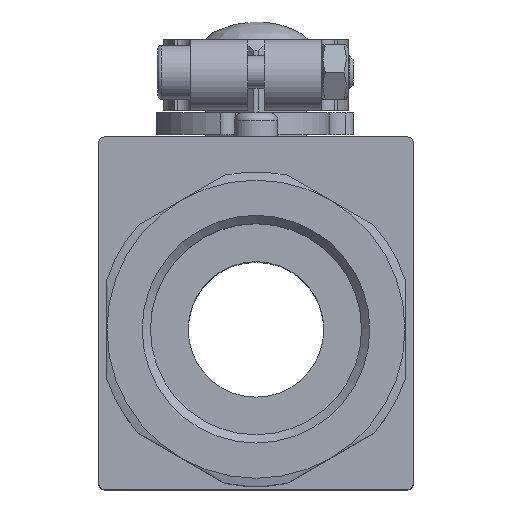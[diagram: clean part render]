
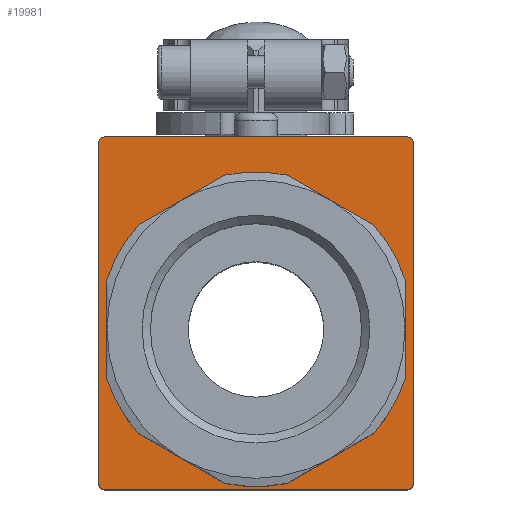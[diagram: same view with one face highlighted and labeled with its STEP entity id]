
A CAD part, top view. The second image highlights one B-rep face of the part: STEP entity #19981.
In plain terms, the highlighted planar face has unit normal (0, 0, 1).
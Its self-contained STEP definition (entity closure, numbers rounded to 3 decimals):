
#19129=CARTESIAN_POINT('',(29.,-28.5,33.1));
#19130=VERTEX_POINT('',#19129);
#19145=CARTESIAN_POINT('',(29.0,34.5,33.1));
#19146=VERTEX_POINT('',#19145);
#19153=CARTESIAN_POINT('',(29.0,34.5,33.1));
#19154=DIRECTION('',(0.0,-1.0,0.0));
#19155=VECTOR('',#19154,63.0);
#19156=LINE('',#19153,#19155);
#19157=EDGE_CURVE('',#19146,#19130,#19156,.T.);
#19710=CARTESIAN_POINT('',(-25.5,0.,33.1));
#19711=VERTEX_POINT('',#19710);
#19712=CARTESIAN_POINT('',(0.0,0.0,33.1));
#19713=DIRECTION('',(0.0,0.0,-1.0));
#19714=DIRECTION('',(1.0,0.0,0.0));
#19715=AXIS2_PLACEMENT_3D('',#19712,#19713,#19714);
#19716=CIRCLE('',#19715,25.5);
#19717=EDGE_CURVE('',#19711,#19711,#19716,.T.);
#19789=CARTESIAN_POINT('',(28.,-29.5,33.1));
#19790=VERTEX_POINT('',#19789);
#19791=CARTESIAN_POINT('',(28.,-28.5,33.1));
#19792=DIRECTION('',(0.0,0.0,-1.));
#19793=DIRECTION('',(0.707,-0.707,0.0));
#19794=AXIS2_PLACEMENT_3D('',#19791,#19792,#19793);
#19795=CIRCLE('',#19794,1.);
#19796=EDGE_CURVE('',#19130,#19790,#19795,.T.);
#19887=CARTESIAN_POINT('',(-28.,-29.5,33.1));
#19888=VERTEX_POINT('',#19887);
#19895=CARTESIAN_POINT('',(-29.,-28.5,33.1));
#19896=VERTEX_POINT('',#19895);
#19897=CARTESIAN_POINT('',(-28.,-28.5,33.1));
#19898=DIRECTION('',(0.0,0.0,-1.0));
#19899=DIRECTION('',(-0.707,-0.707,0.0));
#19900=AXIS2_PLACEMENT_3D('',#19897,#19898,#19899);
#19901=CIRCLE('',#19900,1.);
#19902=EDGE_CURVE('',#19888,#19896,#19901,.T.);
#19919=CARTESIAN_POINT('',(-29.0,34.5,33.1));
#19920=VERTEX_POINT('',#19919);
#19921=CARTESIAN_POINT('',(-29.,-28.5,33.1));
#19922=DIRECTION('',(0.0,1.0,0.0));
#19923=VECTOR('',#19922,63.0);
#19924=LINE('',#19921,#19923);
#19925=EDGE_CURVE('',#19896,#19920,#19924,.T.);
#19937=CARTESIAN_POINT('',(0.,3.,33.1));
#19938=DIRECTION('',(0.0,0.0,1.0));
#19939=DIRECTION('',(1.0,0.0,0.0));
#19940=AXIS2_PLACEMENT_3D('',#19937,#19938,#19939);
#19941=PLANE('',#19940);
#19942=ORIENTED_EDGE('',*,*,#19796,.F.);
#19943=ORIENTED_EDGE('',*,*,#19157,.F.);
#19944=CARTESIAN_POINT('',(28.,35.5,33.1));
#19945=VERTEX_POINT('',#19944);
#19946=CARTESIAN_POINT('',(28.0,34.5,33.1));
#19947=DIRECTION('',(0.0,0.0,-1.0));
#19948=DIRECTION('',(0.707,0.707,0.0));
#19949=AXIS2_PLACEMENT_3D('',#19946,#19947,#19948);
#19950=CIRCLE('',#19949,1.);
#19951=EDGE_CURVE('',#19945,#19146,#19950,.T.);
#19952=ORIENTED_EDGE('',*,*,#19951,.F.);
#19953=CARTESIAN_POINT('',(-28.0,35.5,33.1));
#19954=VERTEX_POINT('',#19953);
#19955=CARTESIAN_POINT('',(-28.0,35.5,33.1));
#19956=DIRECTION('',(1.0,0.0,0.0));
#19957=VECTOR('',#19956,56.);
#19958=LINE('',#19955,#19957);
#19959=EDGE_CURVE('',#19954,#19945,#19958,.T.);
#19960=ORIENTED_EDGE('',*,*,#19959,.F.);
#19961=CARTESIAN_POINT('',(-28.0,34.5,33.1));
#19962=DIRECTION('',(0.0,0.0,-1.));
#19963=DIRECTION('',(-0.707,0.707,0.0));
#19964=AXIS2_PLACEMENT_3D('',#19961,#19962,#19963);
#19965=CIRCLE('',#19964,1.);
#19966=EDGE_CURVE('',#19920,#19954,#19965,.T.);
#19967=ORIENTED_EDGE('',*,*,#19966,.F.);
#19968=ORIENTED_EDGE('',*,*,#19925,.F.);
#19969=ORIENTED_EDGE('',*,*,#19902,.F.);
#19970=CARTESIAN_POINT('',(28.,-29.5,33.1));
#19971=DIRECTION('',(-1.0,0.0,0.0));
#19972=VECTOR('',#19971,56.);
#19973=LINE('',#19970,#19972);
#19974=EDGE_CURVE('',#19790,#19888,#19973,.T.);
#19975=ORIENTED_EDGE('',*,*,#19974,.F.);
#19976=EDGE_LOOP('',(#19942,#19943,#19952,#19960,#19967,#19968,#19969,#19975));
#19977=FACE_OUTER_BOUND('',#19976,.T.);
#19978=ORIENTED_EDGE('',*,*,#19717,.T.);
#19979=EDGE_LOOP('',(#19978));
#19980=FACE_BOUND('',#19979,.T.);
#19981=ADVANCED_FACE('',(#19977,#19980),#19941,.T.);
